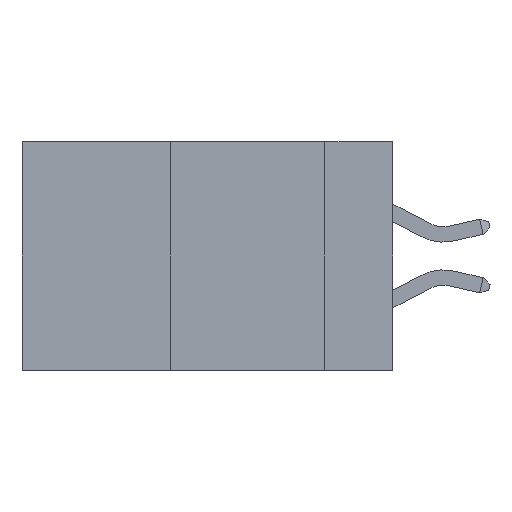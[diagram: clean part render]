
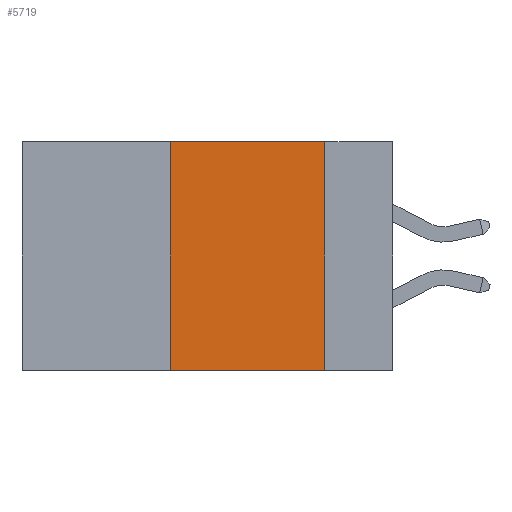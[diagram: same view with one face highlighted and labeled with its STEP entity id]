
A CAD part, left-side view. The second image highlights one B-rep face of the part: STEP entity #5719.
In plain terms, the highlighted planar face has unit normal (-1, 0, 0).
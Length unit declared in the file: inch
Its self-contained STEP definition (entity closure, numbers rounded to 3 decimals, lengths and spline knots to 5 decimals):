
#487 = PLANE ( 'NONE',  #7033 ) ;
#879 = ORIENTED_EDGE ( 'NONE', *, *, #13377, .F. ) ;
#1658 = CARTESIAN_POINT ( 'NONE',  ( 0., 0.36, 0. ) ) ;
#2564 = CARTESIAN_POINT ( 'NONE',  ( 0., 0.11, 0. ) ) ;
#3107 = DIRECTION ( 'NONE',  ( 0., 0., 1. ) ) ;
#3782 = EDGE_LOOP ( 'NONE', ( #879, #9304, #8911, #14984 ) ) ;
#3952 = DIRECTION ( 'NONE',  ( 0., 0., -1. ) ) ;
#4945 = VERTEX_POINT ( 'NONE', #14487 ) ;
#4988 = DIRECTION ( 'NONE',  ( 0., -1., 0. ) ) ;
#5719 = ADVANCED_FACE ( 'NONE', ( #11887 ), #487, .F. ) ;
#6503 = DIRECTION ( 'NONE',  ( 1., 0., 0. ) ) ;
#6530 = EDGE_CURVE ( 'NONE', #7534, #8250, #9926, .T. ) ;
#7033 = AXIS2_PLACEMENT_3D ( 'NONE', #15055, #6503, #3952 ) ;
#7534 = VERTEX_POINT ( 'NONE', #1658 ) ;
#8163 = CARTESIAN_POINT ( 'NONE',  ( 0., 0.36, 0. ) ) ;
#8250 = VERTEX_POINT ( 'NONE', #2564 ) ;
#8498 = CARTESIAN_POINT ( 'NONE',  ( 0., 0.6, 0. ) ) ;
#8724 = VERTEX_POINT ( 'NONE', #11071 ) ;
#8911 = ORIENTED_EDGE ( 'NONE', *, *, #10904, .F. ) ;
#9304 = ORIENTED_EDGE ( 'NONE', *, *, #6530, .F. ) ;
#9699 = LINE ( 'NONE', #8163, #10475 ) ;
#9875 = DIRECTION ( 'NONE',  ( 0., 0., -1. ) ) ;
#9926 = LINE ( 'NONE', #8498, #14888 ) ;
#9935 = DIRECTION ( 'NONE',  ( 0., -1., 0. ) ) ;
#10475 = VECTOR ( 'NONE', #3107, 39.37008 ) ;
#10590 = LINE ( 'NONE', #12389, #14758 ) ;
#10904 = EDGE_CURVE ( 'NONE', #4945, #7534, #9699, .T. ) ;
#11071 = CARTESIAN_POINT ( 'NONE',  ( 0., 0.11, -0.37 ) ) ;
#11887 = FACE_OUTER_BOUND ( 'NONE', #3782, .T. ) ;
#12389 = CARTESIAN_POINT ( 'NONE',  ( 0., 0.11, 0. ) ) ;
#13377 = EDGE_CURVE ( 'NONE', #8250, #8724, #10590, .T. ) ;
#13425 = CARTESIAN_POINT ( 'NONE',  ( 0., 0.6, -0.37 ) ) ;
#14449 = EDGE_CURVE ( 'NONE', #4945, #8724, #15293, .T. ) ;
#14487 = CARTESIAN_POINT ( 'NONE',  ( 0., 0.36, -0.37 ) ) ;
#14758 = VECTOR ( 'NONE', #9875, 39.37008 ) ;
#14888 = VECTOR ( 'NONE', #9935, 39.37008 ) ;
#14984 = ORIENTED_EDGE ( 'NONE', *, *, #14449, .T. ) ;
#15055 = CARTESIAN_POINT ( 'NONE',  ( 0., 0.6, 0. ) ) ;
#15293 = LINE ( 'NONE', #13425, #15494 ) ;
#15494 = VECTOR ( 'NONE', #4988, 39.37008 ) ;
